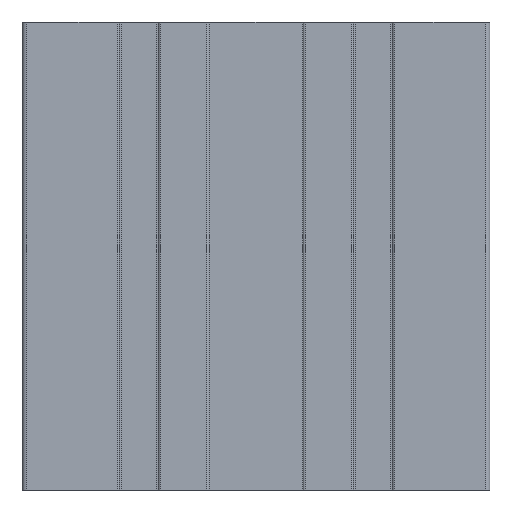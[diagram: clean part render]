
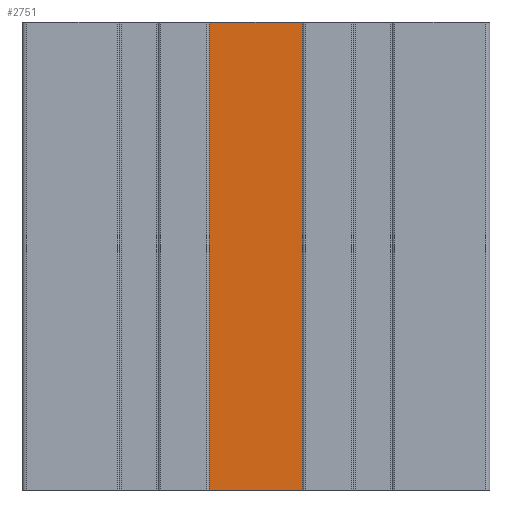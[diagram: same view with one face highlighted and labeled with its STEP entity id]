
A CAD part, left-side view. The second image highlights one B-rep face of the part: STEP entity #2751.
In plain terms, the highlighted planar face has unit normal (-1, 0, 0).
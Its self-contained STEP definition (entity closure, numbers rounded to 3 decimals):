
#63=PLANE('',#3008);
#173=FACE_OUTER_BOUND('',#320,.T.);
#320=EDGE_LOOP('',(#2193,#2194,#2195,#2196));
#609=LINE('',#4204,#899);
#699=LINE('',#4471,#989);
#700=LINE('',#4474,#990);
#701=LINE('',#4475,#991);
#899=VECTOR('',#3368,10.);
#989=VECTOR('',#3608,10.);
#990=VECTOR('',#3611,10.);
#991=VECTOR('',#3612,10.);
#1205=VERTEX_POINT('',#4201);
#1206=VERTEX_POINT('',#4203);
#1308=VERTEX_POINT('',#4469);
#1309=VERTEX_POINT('',#4473);
#1515=EDGE_CURVE('',#1205,#1206,#609,.T.);
#1649=EDGE_CURVE('',#1205,#1308,#699,.T.);
#1650=EDGE_CURVE('',#1309,#1308,#700,.T.);
#1651=EDGE_CURVE('',#1206,#1309,#701,.T.);
#2193=ORIENTED_EDGE('',*,*,#1649,.T.);
#2194=ORIENTED_EDGE('',*,*,#1650,.F.);
#2195=ORIENTED_EDGE('',*,*,#1651,.F.);
#2196=ORIENTED_EDGE('',*,*,#1515,.F.);
#2751=ADVANCED_FACE('',(#173),#63,.T.);
#3008=AXIS2_PLACEMENT_3D('',#4472,#3609,#3610);
#3368=DIRECTION('',(0.,1.,0.));
#3608=DIRECTION('',(0.,0.,1.));
#3609=DIRECTION('center_axis',(-1.,0.,0.));
#3610=DIRECTION('ref_axis',(0.,-1.,0.));
#3611=DIRECTION('',(0.,-1.,0.));
#3612=DIRECTION('',(0.,0.,1.));
#4201=CARTESIAN_POINT('',(-10.5,-15.25,-50.));
#4203=CARTESIAN_POINT('',(-10.5,15.25,-50.));
#4204=CARTESIAN_POINT('',(-10.5,15.25,-50.));
#4469=CARTESIAN_POINT('',(-10.5,-15.25,50.));
#4471=CARTESIAN_POINT('',(-10.5,-15.25,0.));
#4472=CARTESIAN_POINT('Origin',(-10.5,15.25,0.));
#4473=CARTESIAN_POINT('',(-10.5,15.25,50.));
#4474=CARTESIAN_POINT('',(-10.5,15.25,50.));
#4475=CARTESIAN_POINT('',(-10.5,15.25,0.));
